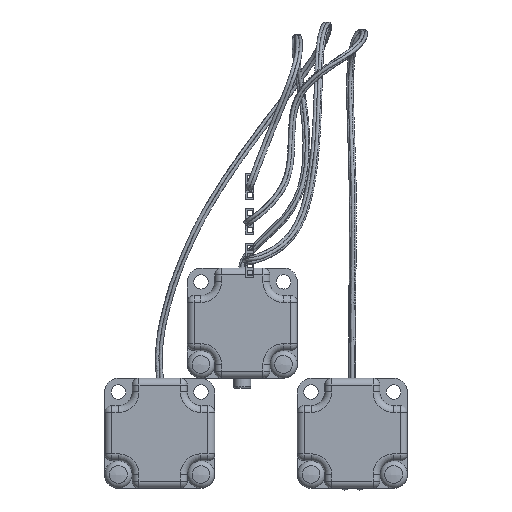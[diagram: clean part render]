
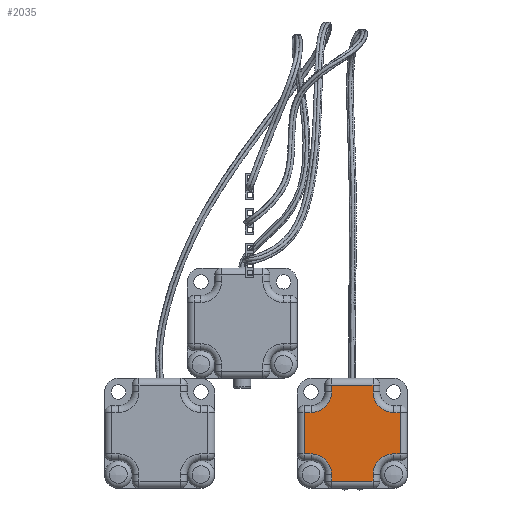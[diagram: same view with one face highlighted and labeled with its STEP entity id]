
A CAD part, top view. The second image highlights one B-rep face of the part: STEP entity #2035.
In plain terms, the highlighted face is planar.
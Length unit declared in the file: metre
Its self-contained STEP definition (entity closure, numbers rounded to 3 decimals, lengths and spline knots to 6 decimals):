
#2035 = ADVANCED_FACE( '', ( #4371 ), #4372, .F. );
#4371 = FACE_OUTER_BOUND( '', #7660, .T. );
#4372 = PLANE( '', #7661 );
#7660 = EDGE_LOOP( '', ( #16306, #16307, #16308, #16309, #16310, #16311, #16312, #16313, #16314, #16315, #16316, #16317, #16318, #16319, #16320, #16321 ) );
#7661 = AXIS2_PLACEMENT_3D( '', #16322, #16323, #16324 );
#16306 = ORIENTED_EDGE( '', *, *, #23223, .F. );
#16307 = ORIENTED_EDGE( '', *, *, #22141, .F. );
#16308 = ORIENTED_EDGE( '', *, *, #23224, .F. );
#16309 = ORIENTED_EDGE( '', *, *, #22456, .F. );
#16310 = ORIENTED_EDGE( '', *, *, #23225, .F. );
#16311 = ORIENTED_EDGE( '', *, *, #23226, .F. );
#16312 = ORIENTED_EDGE( '', *, *, #23227, .F. );
#16313 = ORIENTED_EDGE( '', *, *, #23228, .F. );
#16314 = ORIENTED_EDGE( '', *, *, #22872, .F. );
#16315 = ORIENTED_EDGE( '', *, *, #23229, .F. );
#16316 = ORIENTED_EDGE( '', *, *, #22819, .F. );
#16317 = ORIENTED_EDGE( '', *, *, #22779, .F. );
#16318 = ORIENTED_EDGE( '', *, *, #23230, .F. );
#16319 = ORIENTED_EDGE( '', *, *, #23231, .F. );
#16320 = ORIENTED_EDGE( '', *, *, #23232, .F. );
#16321 = ORIENTED_EDGE( '', *, *, #23233, .F. );
#16322 = CARTESIAN_POINT( '', ( 0.016, 0.015516, 0. ) );
#16323 = DIRECTION( '', ( 0., 0., 1. ) );
#16324 = DIRECTION( '', ( 1., 0., 0. ) );
#22141 = EDGE_CURVE( '', #25523, #25525, #25526, .T. );
#22456 = EDGE_CURVE( '', #26062, #26057, #26064, .T. );
#22779 = EDGE_CURVE( '', #26585, #26580, #26587, .T. );
#22819 = EDGE_CURVE( '', #26580, #26650, #26654, .T. );
#22872 = EDGE_CURVE( '', #26735, #26737, #26738, .T. );
#23223 = EDGE_CURVE( '', #25525, #27293, #27294, .T. );
#23224 = EDGE_CURVE( '', #26057, #25523, #27295, .T. );
#23225 = EDGE_CURVE( '', #27296, #26062, #27297, .T. );
#23226 = EDGE_CURVE( '', #25222, #27296, #27298, .T. );
#23227 = EDGE_CURVE( '', #27299, #25222, #27300, .T. );
#23228 = EDGE_CURVE( '', #26737, #27299, #27301, .T. );
#23229 = EDGE_CURVE( '', #26650, #26735, #27302, .T. );
#23230 = EDGE_CURVE( '', #27303, #26585, #27304, .T. );
#23231 = EDGE_CURVE( '', #27305, #27303, #27306, .T. );
#23232 = EDGE_CURVE( '', #27307, #27305, #27308, .T. );
#23233 = EDGE_CURVE( '', #27293, #27307, #27309, .T. );
#25222 = VERTEX_POINT( '', #29856 );
#25523 = VERTEX_POINT( '', #30328 );
#25525 = VERTEX_POINT( '', #30330 );
#25526 = LINE( '', #30331, #30332 );
#26057 = VERTEX_POINT( '', #31051 );
#26062 = VERTEX_POINT( '', #31056 );
#26064 = CIRCLE( '', #31058, 0.006 );
#26580 = VERTEX_POINT( '', #31874 );
#26585 = VERTEX_POINT( '', #31879 );
#26587 = CIRCLE( '', #31881, 0.006 );
#26650 = VERTEX_POINT( '', #32069 );
#26654 = LINE( '', #32074, #32075 );
#26735 = VERTEX_POINT( '', #32204 );
#26737 = VERTEX_POINT( '', #32206 );
#26738 = LINE( '', #32207, #32208 );
#27293 = VERTEX_POINT( '', #32939 );
#27294 = LINE( '', #32940, #32941 );
#27295 = LINE( '', #32942, #32943 );
#27296 = VERTEX_POINT( '', #32944 );
#27297 = LINE( '', #32945, #32946 );
#27298 = LINE( '', #32947, #32948 );
#27299 = VERTEX_POINT( '', #32949 );
#27300 = LINE( '', #32950, #32951 );
#27301 = CIRCLE( '', #32952, 0.006 );
#27302 = LINE( '', #32953, #32954 );
#27303 = VERTEX_POINT( '', #32955 );
#27304 = LINE( '', #32956, #32957 );
#27305 = VERTEX_POINT( '', #32958 );
#27306 = LINE( '', #32959, #32960 );
#27307 = VERTEX_POINT( '', #32961 );
#27308 = LINE( '', #32962, #32963 );
#27309 = CIRCLE( '', #32964, 0.006 );
#29856 = CARTESIAN_POINT( '', ( 0.01, 0.002, 0. ) );
#30328 = CARTESIAN_POINT( '', ( 0.03, 0.01, 0. ) );
#30330 = CARTESIAN_POINT( '', ( 0.03, 0.022, 0. ) );
#30331 = CARTESIAN_POINT( '', ( 0.03, 0.012758, 0. ) );
#30332 = VECTOR( '', #36669, 1. );
#31051 = CARTESIAN_POINT( '', ( 0.028, 0.01, 0. ) );
#31056 = CARTESIAN_POINT( '', ( 0.022, 0.004, 0. ) );
#31058 = AXIS2_PLACEMENT_3D( '', #37130, #37131, #37132 );
#31874 = CARTESIAN_POINT( '', ( 0.004, 0.022, 0. ) );
#31879 = CARTESIAN_POINT( '', ( 0.01, 0.028, 0. ) );
#31881 = AXIS2_PLACEMENT_3D( '', #37563, #37564, #37565 );
#32069 = CARTESIAN_POINT( '', ( 0.002, 0.022, 0. ) );
#32074 = CARTESIAN_POINT( '', ( 0.01, 0.022, 0. ) );
#32075 = VECTOR( '', #37604, 1. );
#32204 = CARTESIAN_POINT( '', ( 0.002, 0.01, 0. ) );
#32206 = CARTESIAN_POINT( '', ( 0.004, 0.01, 0. ) );
#32207 = CARTESIAN_POINT( '', ( 0.009, 0.01, 0. ) );
#32208 = VECTOR( '', #37667, 1. );
#32939 = CARTESIAN_POINT( '', ( 0.028, 0.022, 0. ) );
#32940 = CARTESIAN_POINT( '', ( 0.023, 0.022, 0. ) );
#32941 = VECTOR( '', #38163, 1. );
#32942 = CARTESIAN_POINT( '', ( 0.022, 0.01, 0. ) );
#32943 = VECTOR( '', #38164, 1. );
#32944 = CARTESIAN_POINT( '', ( 0.022, 0.002, 0. ) );
#32945 = CARTESIAN_POINT( '', ( 0.022, 0.008758, 0. ) );
#32946 = VECTOR( '', #38165, 1. );
#32947 = CARTESIAN_POINT( '', ( 0.013, 0.002, 0. ) );
#32948 = VECTOR( '', #38166, 1. );
#32949 = CARTESIAN_POINT( '', ( 0.01, 0.004, 0. ) );
#32950 = CARTESIAN_POINT( '', ( 0.01, 0.009758, 0. ) );
#32951 = VECTOR( '', #38167, 1. );
#32952 = AXIS2_PLACEMENT_3D( '', #38168, #38169, #38170 );
#32953 = CARTESIAN_POINT( '', ( 0.002, 0.018758, 0. ) );
#32954 = VECTOR( '', #38171, 1. );
#32955 = CARTESIAN_POINT( '', ( 0.01, 0.03, 0. ) );
#32956 = CARTESIAN_POINT( '', ( 0.01, 0.022758, 0. ) );
#32957 = VECTOR( '', #38172, 1. );
#32958 = CARTESIAN_POINT( '', ( 0.022, 0.03, 0. ) );
#32959 = CARTESIAN_POINT( '', ( 0.015075, 0.03, 0. ) );
#32960 = VECTOR( '', #38173, 1. );
#32961 = CARTESIAN_POINT( '', ( 0.022, 0.028, 0. ) );
#32962 = CARTESIAN_POINT( '', ( 0.022, 0.021758, 0. ) );
#32963 = VECTOR( '', #38174, 1. );
#32964 = AXIS2_PLACEMENT_3D( '', #38175, #38176, #38177 );
#36669 = DIRECTION( '', ( 0., 1., 0. ) );
#37130 = CARTESIAN_POINT( '', ( 0.028, 0.004, 0. ) );
#37131 = DIRECTION( '', ( 0., 0., -1. ) );
#37132 = DIRECTION( '', ( -0.707, 0.707, 0. ) );
#37563 = CARTESIAN_POINT( '', ( 0.004, 0.028, 0. ) );
#37564 = DIRECTION( '', ( 0., 0., -1. ) );
#37565 = DIRECTION( '', ( 0.707, -0.707, 0. ) );
#37604 = DIRECTION( '', ( -1., 0., 0. ) );
#37667 = DIRECTION( '', ( 1., 0., 0. ) );
#38163 = DIRECTION( '', ( -1., 0., 0. ) );
#38164 = DIRECTION( '', ( 1., 0., 0. ) );
#38165 = DIRECTION( '', ( 0., 1., 0. ) );
#38166 = DIRECTION( '', ( 1., 0., 0. ) );
#38167 = DIRECTION( '', ( 0., -1., 0. ) );
#38168 = CARTESIAN_POINT( '', ( 0.004, 0.004, 0. ) );
#38169 = DIRECTION( '', ( 0., 0., -1. ) );
#38170 = DIRECTION( '', ( 0.707, 0.707, 0. ) );
#38171 = DIRECTION( '', ( 0., -1., 0. ) );
#38172 = DIRECTION( '', ( 0., -1., 0. ) );
#38173 = DIRECTION( '', ( -1., 0., 0. ) );
#38174 = DIRECTION( '', ( 0., 1., 0. ) );
#38175 = CARTESIAN_POINT( '', ( 0.028, 0.028, 0. ) );
#38176 = DIRECTION( '', ( 0., 0., -1. ) );
#38177 = DIRECTION( '', ( -0.707, -0.707, 0. ) );
